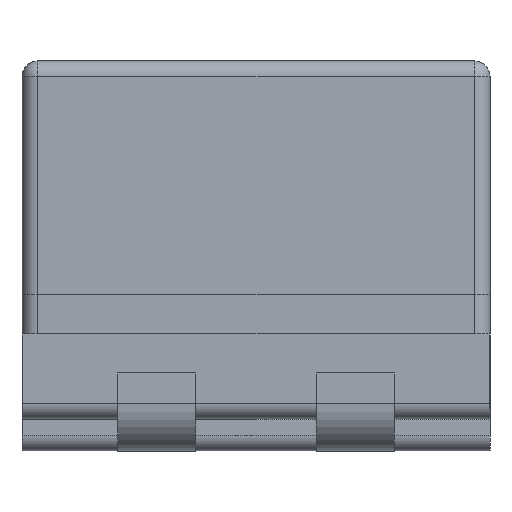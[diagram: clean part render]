
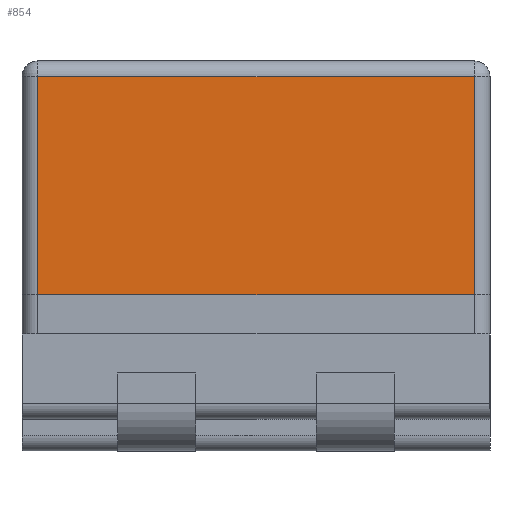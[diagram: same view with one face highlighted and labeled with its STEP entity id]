
A CAD part, left-side view. The second image highlights one B-rep face of the part: STEP entity #854.
In plain terms, the highlighted planar face has unit normal (-1, 0, 0).
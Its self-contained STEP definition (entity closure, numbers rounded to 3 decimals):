
#211 = VERTEX_POINT('',#212);
#212 = CARTESIAN_POINT('',(-4.6,-2.8,2.));
#237 = VERTEX_POINT('',#238);
#238 = CARTESIAN_POINT('',(-4.6,2.8,2.));
#244 = EDGE_CURVE('',#211,#237,#245,.T.);
#245 = LINE('',#246,#247);
#246 = CARTESIAN_POINT('',(-4.6,-3.,2.));
#247 = VECTOR('',#248,1.);
#248 = DIRECTION('',(0.,1.,0.));
#834 = VERTEX_POINT('',#835);
#835 = CARTESIAN_POINT('',(-4.6,-2.8,4.8));
#842 = EDGE_CURVE('',#834,#211,#843,.T.);
#843 = LINE('',#844,#845);
#844 = CARTESIAN_POINT('',(-4.6,-2.8,5.));
#845 = VECTOR('',#846,1.);
#846 = DIRECTION('',(0.,0.,-1.));
#854 = ADVANCED_FACE('',(#855),#873,.F.);
#855 = FACE_BOUND('',#856,.F.);
#856 = EDGE_LOOP('',(#857,#865,#866,#867));
#857 = ORIENTED_EDGE('',*,*,#858,.T.);
#858 = EDGE_CURVE('',#859,#834,#861,.T.);
#859 = VERTEX_POINT('',#860);
#860 = CARTESIAN_POINT('',(-4.6,2.8,4.8));
#861 = LINE('',#862,#863);
#862 = CARTESIAN_POINT('',(-4.6,3.,4.8));
#863 = VECTOR('',#864,1.);
#864 = DIRECTION('',(0.,-1.,0.));
#865 = ORIENTED_EDGE('',*,*,#842,.T.);
#866 = ORIENTED_EDGE('',*,*,#244,.T.);
#867 = ORIENTED_EDGE('',*,*,#868,.F.);
#868 = EDGE_CURVE('',#859,#237,#869,.T.);
#869 = LINE('',#870,#871);
#870 = CARTESIAN_POINT('',(-4.6,2.8,5.));
#871 = VECTOR('',#872,1.);
#872 = DIRECTION('',(0.,0.,-1.));
#873 = PLANE('',#874);
#874 = AXIS2_PLACEMENT_3D('',#875,#876,#877);
#875 = CARTESIAN_POINT('',(-4.6,3.,5.));
#876 = DIRECTION('',(1.,0.,0.));
#877 = DIRECTION('',(0.,0.,-1.));
